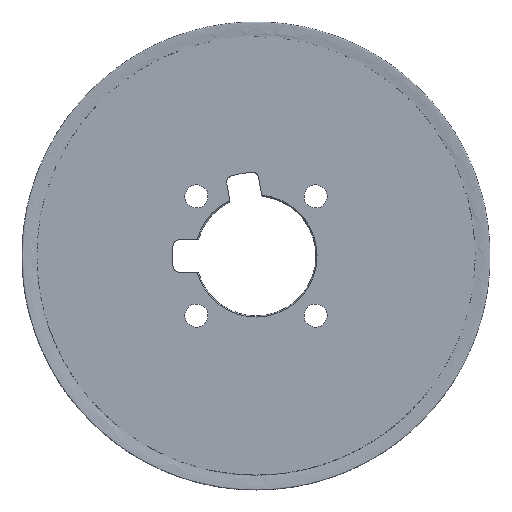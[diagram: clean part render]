
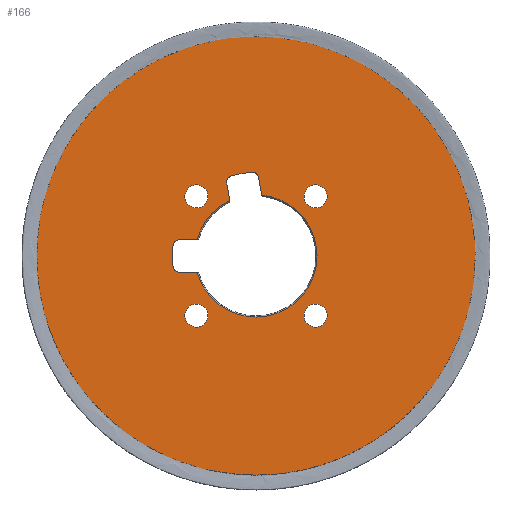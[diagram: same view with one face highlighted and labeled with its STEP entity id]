
A CAD part, top view. The second image highlights one B-rep face of the part: STEP entity #166.
In plain terms, the highlighted planar face has unit normal (0, 0, 1).
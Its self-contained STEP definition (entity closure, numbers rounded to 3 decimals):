
#166=ADVANCED_FACE('TB_SU_5',(#210,#211,#212,#213,#214,#215),#204,.T.);
#204=PLANE('',#884);
#210=FACE_BOUND('',#245,.T.);
#211=FACE_BOUND('',#246,.T.);
#212=FACE_BOUND('',#247,.T.);
#213=FACE_BOUND('',#248,.T.);
#214=FACE_BOUND('',#249,.T.);
#215=FACE_BOUND('',#250,.T.);
#245=EDGE_LOOP('',(#351,#352,#353,#354,#355,#356,#357,#358,#359,#360,#361,
#362,#363,#364,#365,#366,#367,#368));
#246=EDGE_LOOP('',(#369));
#247=EDGE_LOOP('',(#370));
#248=EDGE_LOOP('',(#371));
#249=EDGE_LOOP('',(#372));
#250=EDGE_LOOP('',(#373));
#303=LINE('',#1221,#327);
#304=LINE('',#1229,#328);
#305=LINE('',#1241,#329);
#306=LINE('',#1249,#330);
#327=VECTOR('',#986,1.);
#328=VECTOR('',#993,1.);
#329=VECTOR('',#1004,1.);
#330=VECTOR('',#1011,1.);
#351=ORIENTED_EDGE('',*,*,#592,.F.);
#352=ORIENTED_EDGE('',*,*,#593,.T.);
#353=ORIENTED_EDGE('',*,*,#594,.T.);
#354=ORIENTED_EDGE('',*,*,#595,.F.);
#355=ORIENTED_EDGE('',*,*,#596,.T.);
#356=ORIENTED_EDGE('',*,*,#597,.F.);
#357=ORIENTED_EDGE('',*,*,#598,.T.);
#358=ORIENTED_EDGE('',*,*,#599,.T.);
#359=ORIENTED_EDGE('',*,*,#600,.F.);
#360=ORIENTED_EDGE('',*,*,#601,.F.);
#361=ORIENTED_EDGE('',*,*,#602,.F.);
#362=ORIENTED_EDGE('',*,*,#603,.T.);
#363=ORIENTED_EDGE('',*,*,#604,.T.);
#364=ORIENTED_EDGE('',*,*,#605,.F.);
#365=ORIENTED_EDGE('',*,*,#606,.T.);
#366=ORIENTED_EDGE('',*,*,#607,.F.);
#367=ORIENTED_EDGE('',*,*,#608,.T.);
#368=ORIENTED_EDGE('',*,*,#609,.T.);
#369=ORIENTED_EDGE('',*,*,#610,.F.);
#370=ORIENTED_EDGE('',*,*,#611,.F.);
#371=ORIENTED_EDGE('',*,*,#612,.F.);
#372=ORIENTED_EDGE('',*,*,#613,.F.);
#373=ORIENTED_EDGE('',*,*,#614,.T.);
#527=VERTEX_POINT('',#1217);
#528=VERTEX_POINT('',#1218);
#529=VERTEX_POINT('',#1220);
#530=VERTEX_POINT('',#1222);
#531=VERTEX_POINT('',#1224);
#532=VERTEX_POINT('',#1226);
#533=VERTEX_POINT('',#1228);
#534=VERTEX_POINT('',#1230);
#535=VERTEX_POINT('',#1232);
#536=VERTEX_POINT('',#1234);
#537=VERTEX_POINT('',#1236);
#538=VERTEX_POINT('',#1238);
#539=VERTEX_POINT('',#1240);
#540=VERTEX_POINT('',#1242);
#541=VERTEX_POINT('',#1244);
#542=VERTEX_POINT('',#1246);
#543=VERTEX_POINT('',#1248);
#544=VERTEX_POINT('',#1250);
#545=VERTEX_POINT('',#1253);
#546=VERTEX_POINT('',#1255);
#547=VERTEX_POINT('',#1257);
#548=VERTEX_POINT('',#1259);
#549=VERTEX_POINT('',#1261);
#592=EDGE_CURVE('',#527,#528,#680,.T.);
#593=EDGE_CURVE('',#527,#529,#681,.T.);
#594=EDGE_CURVE('',#529,#530,#303,.T.);
#595=EDGE_CURVE('',#531,#530,#682,.T.);
#596=EDGE_CURVE('',#531,#532,#683,.T.);
#597=EDGE_CURVE('',#533,#532,#684,.T.);
#598=EDGE_CURVE('',#533,#534,#304,.T.);
#599=EDGE_CURVE('',#534,#535,#685,.T.);
#600=EDGE_CURVE('',#536,#535,#686,.T.);
#601=EDGE_CURVE('',#537,#536,#687,.T.);
#602=EDGE_CURVE('',#538,#537,#688,.T.);
#603=EDGE_CURVE('',#538,#539,#689,.T.);
#604=EDGE_CURVE('',#539,#540,#305,.T.);
#605=EDGE_CURVE('',#541,#540,#690,.T.);
#606=EDGE_CURVE('',#541,#542,#691,.T.);
#607=EDGE_CURVE('',#543,#542,#692,.T.);
#608=EDGE_CURVE('',#543,#544,#306,.T.);
#609=EDGE_CURVE('',#544,#528,#693,.T.);
#610=EDGE_CURVE('',#545,#545,#694,.T.);
#611=EDGE_CURVE('',#546,#546,#695,.T.);
#612=EDGE_CURVE('',#547,#547,#696,.T.);
#613=EDGE_CURVE('',#548,#548,#697,.T.);
#614=EDGE_CURVE('',#549,#549,#698,.T.);
#680=CIRCLE('',#865,16.306);
#681=CIRCLE('',#866,0.5);
#682=CIRCLE('',#867,1.6);
#683=CIRCLE('',#868,22.);
#684=CIRCLE('',#869,1.6);
#685=CIRCLE('',#870,0.5);
#686=CIRCLE('',#871,16.306);
#687=CIRCLE('',#872,16.306);
#688=CIRCLE('',#873,16.306);
#689=CIRCLE('',#874,0.5);
#690=CIRCLE('',#875,1.6);
#691=CIRCLE('',#876,22.);
#692=CIRCLE('',#877,1.6);
#693=CIRCLE('',#878,0.5);
#694=CIRCLE('',#879,3.084);
#695=CIRCLE('',#880,3.084);
#696=CIRCLE('',#881,3.084);
#697=CIRCLE('',#882,3.084);
#698=CIRCLE('',#883,60.997);
#865=AXIS2_PLACEMENT_3D('',#1216,#982,#983);
#866=AXIS2_PLACEMENT_3D('',#1219,#984,#985);
#867=AXIS2_PLACEMENT_3D('',#1223,#987,#988);
#868=AXIS2_PLACEMENT_3D('',#1225,#989,#990);
#869=AXIS2_PLACEMENT_3D('',#1227,#991,#992);
#870=AXIS2_PLACEMENT_3D('',#1231,#994,#995);
#871=AXIS2_PLACEMENT_3D('',#1233,#996,#997);
#872=AXIS2_PLACEMENT_3D('',#1235,#998,#999);
#873=AXIS2_PLACEMENT_3D('',#1237,#1000,#1001);
#874=AXIS2_PLACEMENT_3D('',#1239,#1002,#1003);
#875=AXIS2_PLACEMENT_3D('',#1243,#1005,#1006);
#876=AXIS2_PLACEMENT_3D('',#1245,#1007,#1008);
#877=AXIS2_PLACEMENT_3D('',#1247,#1009,#1010);
#878=AXIS2_PLACEMENT_3D('',#1251,#1012,#1013);
#879=AXIS2_PLACEMENT_3D('',#1252,#1014,#1015);
#880=AXIS2_PLACEMENT_3D('',#1254,#1016,#1017);
#881=AXIS2_PLACEMENT_3D('',#1256,#1018,#1019);
#882=AXIS2_PLACEMENT_3D('',#1258,#1020,#1021);
#883=AXIS2_PLACEMENT_3D('',#1260,#1022,#1023);
#884=AXIS2_PLACEMENT_3D('',#1262,#1024,#1025);
#982=DIRECTION('',(0.,0.,1.));
#983=DIRECTION('',(-0.292,-0.956,0.));
#984=DIRECTION('',(0.,0.,1.));
#985=DIRECTION('',(-0.292,-0.956,0.));
#986=DIRECTION('',(-0.174,0.985,0.));
#987=DIRECTION('',(0.,0.,1.));
#988=DIRECTION('',(-0.292,-0.956,0.));
#989=DIRECTION('',(0.,0.,-1.));
#990=DIRECTION('',(-0.292,-0.956,0.));
#991=DIRECTION('',(0.,0.,1.));
#992=DIRECTION('',(-0.292,-0.956,0.));
#993=DIRECTION('',(0.174,-0.985,0.));
#994=DIRECTION('',(0.,0.,1.));
#995=DIRECTION('',(-0.292,-0.956,0.));
#996=DIRECTION('',(0.,0.,1.));
#997=DIRECTION('',(-0.292,-0.956,0.));
#998=DIRECTION('',(0.,0.,1.));
#999=DIRECTION('',(-0.292,-0.956,0.));
#1000=DIRECTION('',(0.,0.,1.));
#1001=DIRECTION('',(-0.292,-0.956,0.));
#1002=DIRECTION('',(0.,0.,1.));
#1003=DIRECTION('',(-0.292,-0.956,0.));
#1004=DIRECTION('',(-1.,0.,0.));
#1005=DIRECTION('',(0.,0.,1.));
#1006=DIRECTION('',(-0.292,-0.956,0.));
#1007=DIRECTION('',(0.,0.,-1.));
#1008=DIRECTION('',(-0.292,-0.956,0.));
#1009=DIRECTION('',(0.,0.,1.));
#1010=DIRECTION('',(-0.292,-0.956,0.));
#1011=DIRECTION('',(1.,0.,0.));
#1012=DIRECTION('',(0.,0.,1.));
#1013=DIRECTION('',(-0.292,-0.956,0.));
#1014=DIRECTION('',(0.,0.,1.));
#1015=DIRECTION('',(-0.292,-0.956,0.));
#1016=DIRECTION('',(0.,0.,1.));
#1017=DIRECTION('',(-0.292,-0.956,0.));
#1018=DIRECTION('',(0.,0.,1.));
#1019=DIRECTION('',(-0.292,-0.956,0.));
#1020=DIRECTION('',(0.,0.,1.));
#1021=DIRECTION('',(-0.292,-0.956,0.));
#1022=DIRECTION('',(0.,0.,1.));
#1023=DIRECTION('',(-0.292,-0.956,0.));
#1024=DIRECTION('',(0.,0.,1.));
#1025=DIRECTION('',(-0.292,-0.956,0.));
#1216=CARTESIAN_POINT('',(0.,0.,0.));
#1217=CARTESIAN_POINT('',(-6.981,14.736,0.));
#1218=CARTESIAN_POINT('',(-15.725,4.316,0.));
#1219=CARTESIAN_POINT('',(-7.481,14.711,0.));
#1220=CARTESIAN_POINT('',(-6.988,14.798,0.));
#1221=CARTESIAN_POINT('',(-6.095,9.733,0.));
#1222=CARTESIAN_POINT('',(-7.818,19.501,0.));
#1223=CARTESIAN_POINT('',(-6.242,19.779,0.));
#1224=CARTESIAN_POINT('',(-6.727,21.304,0.));
#1225=CARTESIAN_POINT('',(-0.06,0.338,0.));
#1226=CARTESIAN_POINT('',(-0.965,22.32,0.));
#1227=CARTESIAN_POINT('',(-0.899,20.721,0.));
#1228=CARTESIAN_POINT('',(0.676,20.999,0.));
#1229=CARTESIAN_POINT('',(2.399,11.231,0.));
#1230=CARTESIAN_POINT('',(1.506,16.296,0.));
#1231=CARTESIAN_POINT('',(1.998,16.383,0.));
#1232=CARTESIAN_POINT('',(1.52,16.235,0.));
#1233=CARTESIAN_POINT('',(0.,0.,0.));
#1234=CARTESIAN_POINT('',(16.306,0.,0.));
#1235=CARTESIAN_POINT('',(0.,0.,0.));
#1236=CARTESIAN_POINT('',(0.,-16.306,0.));
#1237=CARTESIAN_POINT('',(0.,0.,0.));
#1238=CARTESIAN_POINT('',(-15.725,-4.316,0.));
#1239=CARTESIAN_POINT('',(-15.787,-4.813,0.));
#1240=CARTESIAN_POINT('',(-15.787,-4.313,0.));
#1241=CARTESIAN_POINT('',(-61.297,-4.313,0.));
#1242=CARTESIAN_POINT('',(-20.563,-4.313,0.));
#1243=CARTESIAN_POINT('',(-20.563,-2.713,0.));
#1244=CARTESIAN_POINT('',(-22.148,-2.925,0.));
#1245=CARTESIAN_POINT('',(-0.344,0.,0.));
#1246=CARTESIAN_POINT('',(-22.148,2.925,0.));
#1247=CARTESIAN_POINT('',(-20.563,2.713,0.));
#1248=CARTESIAN_POINT('',(-20.563,4.313,0.));
#1249=CARTESIAN_POINT('',(-61.297,4.312,0.));
#1250=CARTESIAN_POINT('',(-15.787,4.313,0.));
#1251=CARTESIAN_POINT('',(-15.787,4.813,0.));
#1252=CARTESIAN_POINT('',(-15.91,-15.91,0.));
#1253=CARTESIAN_POINT('',(-16.812,-18.859,0.));
#1254=CARTESIAN_POINT('',(-15.91,15.91,0.));
#1255=CARTESIAN_POINT('',(-16.812,12.961,0.));
#1256=CARTESIAN_POINT('',(15.91,15.91,0.));
#1257=CARTESIAN_POINT('',(15.008,12.961,0.));
#1258=CARTESIAN_POINT('',(15.91,-15.91,0.));
#1259=CARTESIAN_POINT('',(15.008,-18.859,0.));
#1260=CARTESIAN_POINT('',(0.,0.,0.));
#1261=CARTESIAN_POINT('',(-17.834,-58.331,0.));
#1262=CARTESIAN_POINT('',(-61.297,0.,0.));
